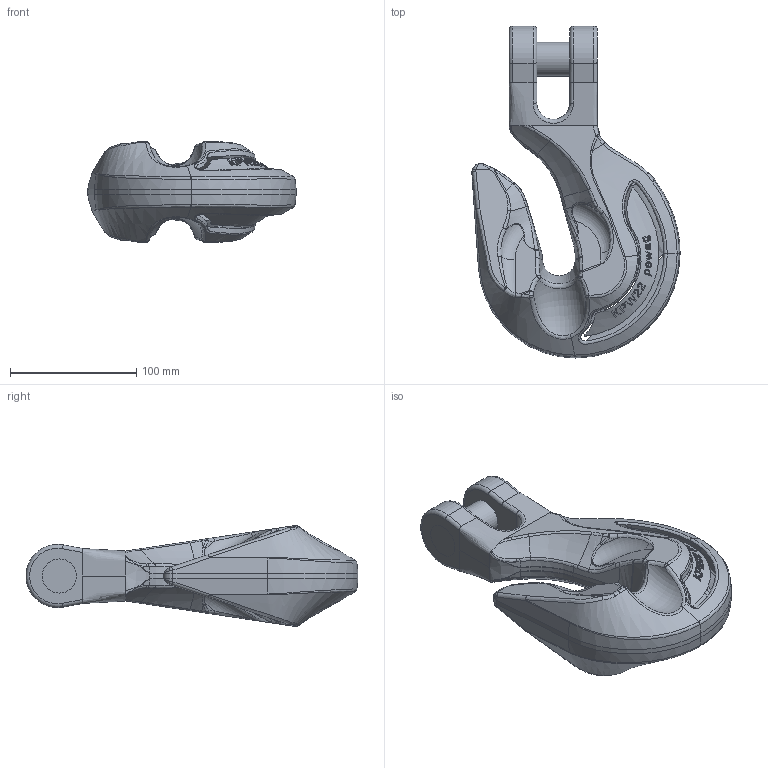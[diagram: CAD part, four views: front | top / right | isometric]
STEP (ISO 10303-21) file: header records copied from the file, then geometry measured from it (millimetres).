
FILE_DESCRIPTION(/* description */ (''),/* implementation_level */ '2;1');
FILE_NAME(/* name */ 'pewag_KPW_22',/* time_stamp */ '2010-02-09T08:44:24+01:00',/* author */ (''),/* organization */ (''),/* preprocessor_version */ 'ST-DEVELOPER v9',/* originating_system */ 'UGS - NX 4.0',/* authorisation */ '');
FILE_SCHEMA (('AUTOMOTIVE_DESIGN { 1 0 10303 214 1 1 1 1 }'));
Length unit declared in the file: millimetre
Products named in the file (1): rit61E7k8dc
Bounding box: 164.98 x 262.91 x 79.96 mm (x, y, z)
Volume: 948336.9 mm3; surface area: 96560.1 mm2
Topology: 2 solids, 4 shells, 511 faces, 1308 edges, 810 vertices
Faces by surface type: bspline 185, plane 112, extrusion 94, cylinder 50, sphere 32, cone 22, torus 16
Full cylindrical faces by diameter (mm): 27 x3
Entity records: 32136 total; most frequent: CARTESIAN_POINT 21955, ORIENTED_EDGE 2568, DIRECTION 1334, EDGE_CURVE 1284, B_SPLINE_CURVE_WITH_KNOTS 858, VERTEX_POINT 797, EDGE_LOOP 535, ADVANCED_FACE 511
